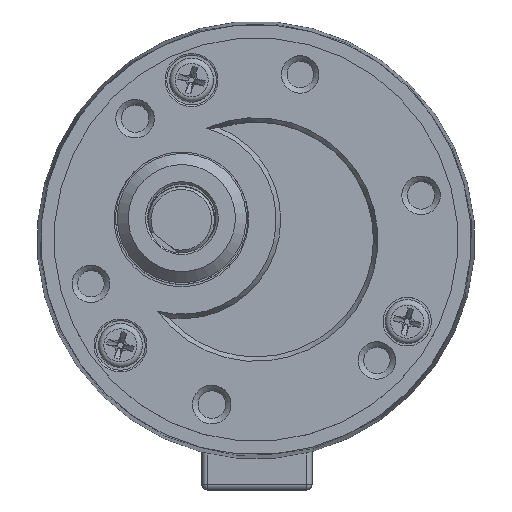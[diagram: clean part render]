
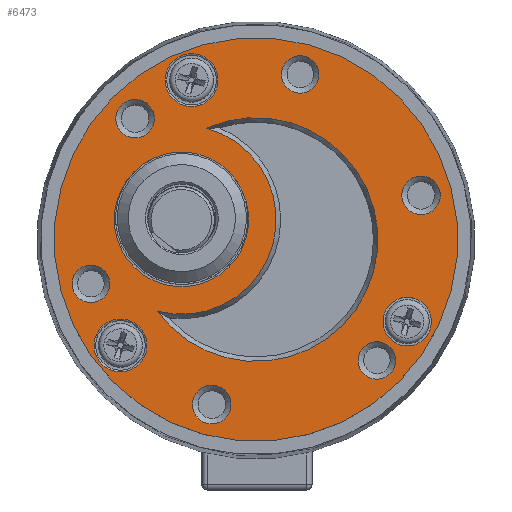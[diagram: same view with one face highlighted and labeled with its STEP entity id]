
A CAD part, top view. The second image highlights one B-rep face of the part: STEP entity #6473.
In plain terms, the highlighted planar face has unit normal (0, 0, 1).
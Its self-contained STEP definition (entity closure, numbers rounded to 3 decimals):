
#6473=ADVANCED_FACE('',(#8273,#8274,#8275,#8276,#8277,#8278,#8279,#8280,
#8281,#8282,#8283,#8284),#7583,.T.);
#7583=PLANE('',#21128);
#8273=FACE_BOUND('',#8802,.T.);
#8274=FACE_BOUND('',#8803,.T.);
#8275=FACE_BOUND('',#8804,.T.);
#8276=FACE_BOUND('',#8805,.T.);
#8277=FACE_BOUND('',#8806,.T.);
#8278=FACE_BOUND('',#8807,.T.);
#8279=FACE_BOUND('',#8808,.T.);
#8280=FACE_BOUND('',#8809,.T.);
#8281=FACE_BOUND('',#8810,.T.);
#8282=FACE_BOUND('',#8811,.T.);
#8283=FACE_BOUND('',#8812,.T.);
#8284=FACE_BOUND('',#8813,.T.);
#8802=EDGE_LOOP('',(#10624));
#8803=EDGE_LOOP('',(#10625));
#8804=EDGE_LOOP('',(#10626));
#8805=EDGE_LOOP('',(#10627));
#8806=EDGE_LOOP('',(#10628));
#8807=EDGE_LOOP('',(#10629));
#8808=EDGE_LOOP('',(#10630));
#8809=EDGE_LOOP('',(#10631));
#8810=EDGE_LOOP('',(#10632));
#8811=EDGE_LOOP('',(#10633));
#8812=EDGE_LOOP('',(#10634));
#8813=EDGE_LOOP('',(#10635,#10636));
#10624=ORIENTED_EDGE('',*,*,#17485,.T.);
#10625=ORIENTED_EDGE('',*,*,#17486,.T.);
#10626=ORIENTED_EDGE('',*,*,#17487,.T.);
#10627=ORIENTED_EDGE('',*,*,#17488,.T.);
#10628=ORIENTED_EDGE('',*,*,#17489,.T.);
#10629=ORIENTED_EDGE('',*,*,#17490,.T.);
#10630=ORIENTED_EDGE('',*,*,#17491,.T.);
#10631=ORIENTED_EDGE('',*,*,#17492,.T.);
#10632=ORIENTED_EDGE('',*,*,#17493,.T.);
#10633=ORIENTED_EDGE('',*,*,#17494,.F.);
#10634=ORIENTED_EDGE('',*,*,#17495,.T.);
#10635=ORIENTED_EDGE('',*,*,#17496,.T.);
#10636=ORIENTED_EDGE('',*,*,#17497,.T.);
#15643=VERTEX_POINT('',#29768);
#15644=VERTEX_POINT('',#29770);
#15645=VERTEX_POINT('',#29772);
#15646=VERTEX_POINT('',#29774);
#15647=VERTEX_POINT('',#29776);
#15648=VERTEX_POINT('',#29778);
#15649=VERTEX_POINT('',#29780);
#15650=VERTEX_POINT('',#29782);
#15651=VERTEX_POINT('',#29784);
#15652=VERTEX_POINT('',#29786);
#15653=VERTEX_POINT('',#29788);
#15654=VERTEX_POINT('',#29790);
#15655=VERTEX_POINT('',#29791);
#17485=EDGE_CURVE('',#15643,#15643,#19914,.T.);
#17486=EDGE_CURVE('',#15644,#15644,#19915,.T.);
#17487=EDGE_CURVE('',#15645,#15645,#19916,.T.);
#17488=EDGE_CURVE('',#15646,#15646,#19917,.T.);
#17489=EDGE_CURVE('',#15647,#15647,#19918,.T.);
#17490=EDGE_CURVE('',#15648,#15648,#19919,.T.);
#17491=EDGE_CURVE('',#15649,#15649,#19920,.T.);
#17492=EDGE_CURVE('',#15650,#15650,#19921,.T.);
#17493=EDGE_CURVE('',#15651,#15651,#19922,.T.);
#17494=EDGE_CURVE('',#15652,#15652,#19923,.T.);
#17495=EDGE_CURVE('',#15653,#15653,#19924,.T.);
#17496=EDGE_CURVE('',#15654,#15655,#19925,.T.);
#17497=EDGE_CURVE('',#15655,#15654,#19926,.T.);
#19914=CIRCLE('',#21115,2.4);
#19915=CIRCLE('',#21116,2.4);
#19916=CIRCLE('',#21117,1.75);
#19917=CIRCLE('',#21118,1.75);
#19918=CIRCLE('',#21119,1.75);
#19919=CIRCLE('',#21120,1.7);
#19920=CIRCLE('',#21121,1.7);
#19921=CIRCLE('',#21122,1.7);
#19922=CIRCLE('',#21123,2.2);
#19923=CIRCLE('',#21124,6.1);
#19924=CIRCLE('',#21125,18.3);
#19925=CIRCLE('',#21126,8.596);
#19926=CIRCLE('',#21127,11.054);
#21115=AXIS2_PLACEMENT_3D('',#29767,#23722,#23723);
#21116=AXIS2_PLACEMENT_3D('',#29769,#23724,#23725);
#21117=AXIS2_PLACEMENT_3D('',#29771,#23726,#23727);
#21118=AXIS2_PLACEMENT_3D('',#29773,#23728,#23729);
#21119=AXIS2_PLACEMENT_3D('',#29775,#23730,#23731);
#21120=AXIS2_PLACEMENT_3D('',#29777,#23732,#23733);
#21121=AXIS2_PLACEMENT_3D('',#29779,#23734,#23735);
#21122=AXIS2_PLACEMENT_3D('',#29781,#23736,#23737);
#21123=AXIS2_PLACEMENT_3D('',#29783,#23738,#23739);
#21124=AXIS2_PLACEMENT_3D('',#29785,#23740,#23741);
#21125=AXIS2_PLACEMENT_3D('',#29787,#23742,#23743);
#21126=AXIS2_PLACEMENT_3D('',#29789,#23744,#23745);
#21127=AXIS2_PLACEMENT_3D('',#29792,#23746,#23747);
#21128=AXIS2_PLACEMENT_3D('',#29793,#23748,#23749);
#23722=DIRECTION('',(0.,0.,-1.));
#23723=DIRECTION('',(-0.966,0.259,0.));
#23724=DIRECTION('',(0.,0.,-1.));
#23725=DIRECTION('',(-0.966,0.259,0.));
#23726=DIRECTION('',(0.,0.,-1.));
#23727=DIRECTION('',(-0.966,0.259,0.));
#23728=DIRECTION('',(0.,0.,-1.));
#23729=DIRECTION('',(-0.966,0.259,0.));
#23730=DIRECTION('',(0.,0.,-1.));
#23731=DIRECTION('',(-0.966,0.259,0.));
#23732=DIRECTION('',(0.,0.,-1.));
#23733=DIRECTION('',(-0.966,0.259,0.));
#23734=DIRECTION('',(0.,0.,-1.));
#23735=DIRECTION('',(-0.966,0.259,0.));
#23736=DIRECTION('',(0.,0.,-1.));
#23737=DIRECTION('',(-0.966,0.259,0.));
#23738=DIRECTION('',(0.,0.,-1.));
#23739=DIRECTION('',(0.966,-0.259,0.));
#23740=DIRECTION('',(0.,0.,1.));
#23741=DIRECTION('',(-0.966,0.259,0.));
#23742=DIRECTION('',(0.,0.,1.));
#23743=DIRECTION('',(-0.966,0.259,0.));
#23744=DIRECTION('',(0.,0.,1.));
#23745=DIRECTION('',(-0.966,0.259,0.));
#23746=DIRECTION('',(0.,0.,-1.));
#23747=DIRECTION('',(-0.966,0.259,0.));
#23748=DIRECTION('',(0.,0.,1.));
#23749=DIRECTION('',(-0.966,0.259,0.));
#29767=CARTESIAN_POINT('',(-12.375,-9.458,43.05));
#29768=CARTESIAN_POINT('',(-14.694,-8.837,43.05));
#29769=CARTESIAN_POINT('',(-5.926,14.61,43.05));
#29770=CARTESIAN_POINT('',(-8.245,15.231,43.05));
#29771=CARTESIAN_POINT('',(-4.094,-14.826,43.05));
#29772=CARTESIAN_POINT('',(-5.785,-14.373,43.05));
#29773=CARTESIAN_POINT('',(14.889,4.158,43.05));
#29774=CARTESIAN_POINT('',(13.199,4.61,43.05));
#29775=CARTESIAN_POINT('',(-11.043,11.106,43.05));
#29776=CARTESIAN_POINT('',(-12.733,11.559,43.05));
#29777=CARTESIAN_POINT('',(3.929,15.118,43.05));
#29778=CARTESIAN_POINT('',(2.287,15.558,43.05));
#29779=CARTESIAN_POINT('',(10.878,-10.814,43.05));
#29780=CARTESIAN_POINT('',(9.236,-10.374,43.05));
#29781=CARTESIAN_POINT('',(-15.054,-3.866,43.05));
#29782=CARTESIAN_POINT('',(-16.696,-3.426,43.05));
#29783=CARTESIAN_POINT('',(13.627,-7.298,43.05));
#29784=CARTESIAN_POINT('',(15.752,-7.867,43.05));
#29785=CARTESIAN_POINT('',(-6.844,1.958,43.05));
#29786=CARTESIAN_POINT('',(-12.736,3.536,43.05));
#29787=CARTESIAN_POINT('',(-0.083,0.146,43.05));
#29788=CARTESIAN_POINT('',(-17.759,4.882,43.05));
#29789=CARTESIAN_POINT('',(-6.844,1.958,43.05));
#29790=CARTESIAN_POINT('',(-9.021,-6.358,43.05));
#29791=CARTESIAN_POINT('',(-4.571,10.248,43.05));
#29792=CARTESIAN_POINT('',(-0.083,0.146,43.05));
#29793=CARTESIAN_POINT('',(-0.083,0.146,43.05));
